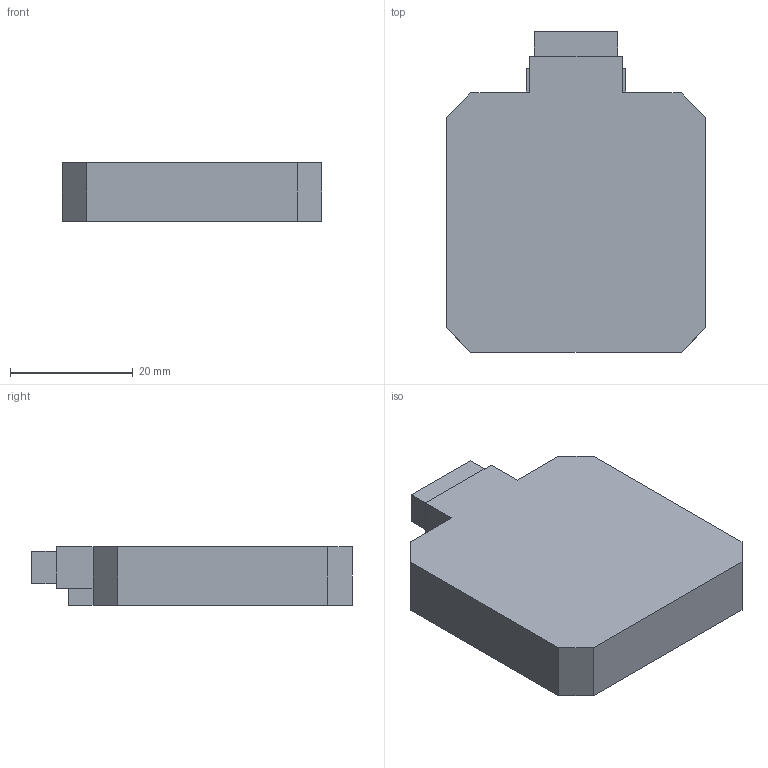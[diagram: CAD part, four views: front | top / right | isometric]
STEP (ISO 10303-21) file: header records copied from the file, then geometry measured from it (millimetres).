
FILE_DESCRIPTION(('FreeCAD Model'),'2;1');
FILE_NAME('MP1872-Stepper_Motor_NEMA17_1.7A001.stp','2016-01-27T22:41:25',('FreeCAD'),( 'FreeCAD'),'Open CASCADE STEP processor 6.8','FreeCAD','Unknown');
FILE_SCHEMA(('AUTOMOTIVE_DESIGN_CC2 { 1 2 10303 214 -1 1 5 4 }'));
Length unit declared in the file: millimetre
Products named in the file (1): Open CASCADE STEP translator 6.8 437
Bounding box: 42.3 x 52.3 x 9.6 mm (x, y, z)
Volume: 17682.8 mm3; surface area: 5693.1 mm2
Topology: 1 solids, 1 shells, 40 faces, 94 edges, 62 vertices
Faces by surface type: plane 30, bspline 10
Entity records: 3122 total; most frequent: CARTESIAN_POINT 1797, B_SPLINE_CURVE_WITH_KNOTS 242, ORIENTED_EDGE 188, PCURVE 188, DEFINITIONAL_REPRESENTATION 188, EDGE_CURVE 94, SURFACE_CURVE 94, DIRECTION 62
